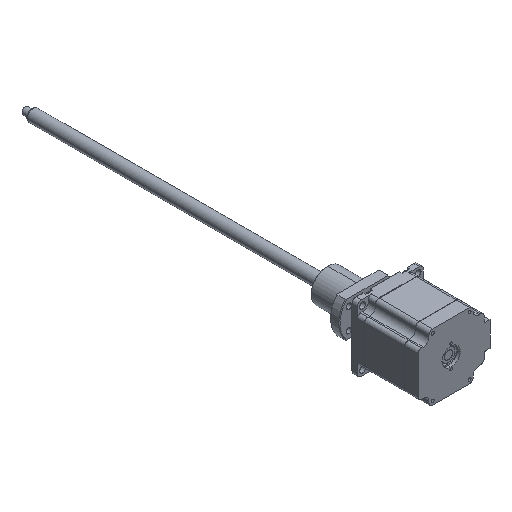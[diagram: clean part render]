
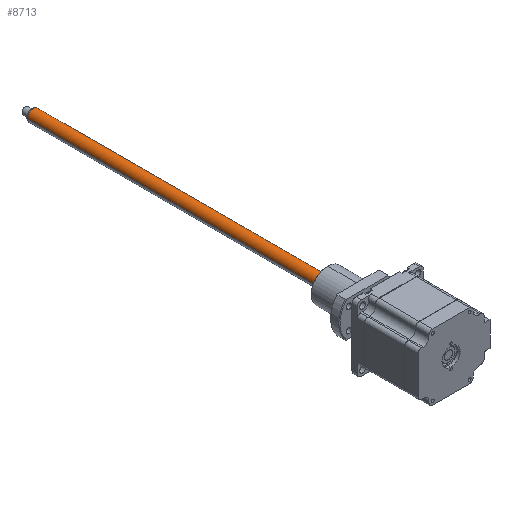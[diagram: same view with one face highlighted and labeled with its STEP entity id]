
A CAD part, isometric view. The second image highlights one B-rep face of the part: STEP entity #8713.
In plain terms, the highlighted cylindrical face has radius 5 mm (diameter 10 mm), a partial arc.
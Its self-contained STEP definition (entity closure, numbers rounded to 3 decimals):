
#88 = VECTOR ( 'NONE', #10280, 1000. ) ;
#193 = VERTEX_POINT ( 'NONE', #7571 ) ;
#330 = CARTESIAN_POINT ( 'NONE',  ( -21.379, 284.328, 63.668 ) ) ;
#666 = AXIS2_PLACEMENT_3D ( 'NONE', #12125, #11152, #6431 ) ;
#2014 = AXIS2_PLACEMENT_3D ( 'NONE', #2631, #9309, #3596 ) ;
#2510 = CIRCLE ( 'NONE', #5303, 5. ) ;
#2631 = CARTESIAN_POINT ( 'NONE',  ( -16.379, -15.672, 63.65 ) ) ;
#2739 = CIRCLE ( 'NONE', #2014, 5. ) ;
#2803 = FACE_OUTER_BOUND ( 'NONE', #10920, .T. ) ;
#3289 = ORIENTED_EDGE ( 'NONE', *, *, #11121, .F. ) ;
#3591 = CARTESIAN_POINT ( 'NONE',  ( -21.379, 283.328, 63.668 ) ) ;
#3596 = DIRECTION ( 'NONE',  ( -1., 0., 0.004 ) ) ;
#4183 = DIRECTION ( 'NONE',  ( 0., -1., 0. ) ) ;
#4317 = LINE ( 'NONE', #330, #11300 ) ;
#4399 = CARTESIAN_POINT ( 'NONE',  ( -21.379, -15.672, 63.668 ) ) ;
#5038 = CARTESIAN_POINT ( 'NONE',  ( -16.379, 283.328, 63.65 ) ) ;
#5224 = ORIENTED_EDGE ( 'NONE', *, *, #8583, .T. ) ;
#5303 = AXIS2_PLACEMENT_3D ( 'NONE', #5038, #11697, #6005 ) ;
#5862 = ORIENTED_EDGE ( 'NONE', *, *, #7333, .T. ) ;
#5941 = VERTEX_POINT ( 'NONE', #3591 ) ;
#6005 = DIRECTION ( 'NONE',  ( 1., 0., -0.004 ) ) ;
#6431 = DIRECTION ( 'NONE',  ( -1., 0., 0.004 ) ) ;
#7333 = EDGE_CURVE ( 'NONE', #193, #5941, #2510, .T. ) ;
#7571 = CARTESIAN_POINT ( 'NONE',  ( -11.379, 283.328, 63.632 ) ) ;
#8583 = EDGE_CURVE ( 'NONE', #5941, #12383, #4317, .T. ) ;
#8713 = ADVANCED_FACE ( 'NONE', ( #2803 ), #12364, .T. ) ;
#9298 = CARTESIAN_POINT ( 'NONE',  ( -11.379, 284.328, 63.632 ) ) ;
#9309 = DIRECTION ( 'NONE',  ( 0., -1., 0. ) ) ;
#9648 = VERTEX_POINT ( 'NONE', #9873 ) ;
#9873 = CARTESIAN_POINT ( 'NONE',  ( -11.379, -15.672, 63.632 ) ) ;
#9885 = EDGE_CURVE ( 'NONE', #193, #9648, #10530, .T. ) ;
#10280 = DIRECTION ( 'NONE',  ( 0., -1., 0. ) ) ;
#10530 = LINE ( 'NONE', #9298, #88 ) ;
#10920 = EDGE_LOOP ( 'NONE', ( #10963, #5862, #5224, #3289 ) ) ;
#10963 = ORIENTED_EDGE ( 'NONE', *, *, #9885, .F. ) ;
#11121 = EDGE_CURVE ( 'NONE', #9648, #12383, #2739, .T. ) ;
#11152 = DIRECTION ( 'NONE',  ( 0., -1., 0. ) ) ;
#11300 = VECTOR ( 'NONE', #4183, 1000. ) ;
#11697 = DIRECTION ( 'NONE',  ( 0., -1., 0. ) ) ;
#12125 = CARTESIAN_POINT ( 'NONE',  ( -16.379, 284.328, 63.65 ) ) ;
#12364 = CYLINDRICAL_SURFACE ( 'NONE', #666, 5. ) ;
#12383 = VERTEX_POINT ( 'NONE', #4399 ) ;
